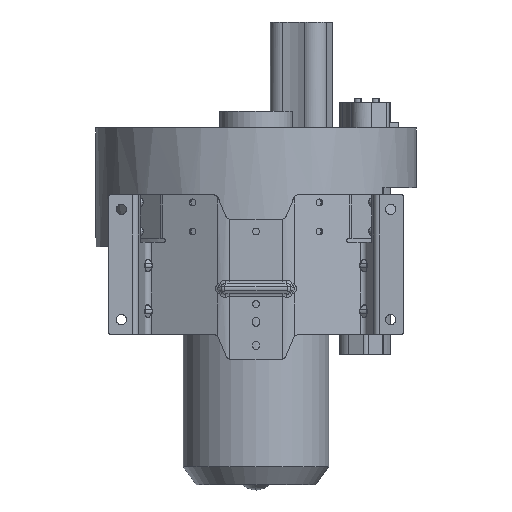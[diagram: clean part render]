
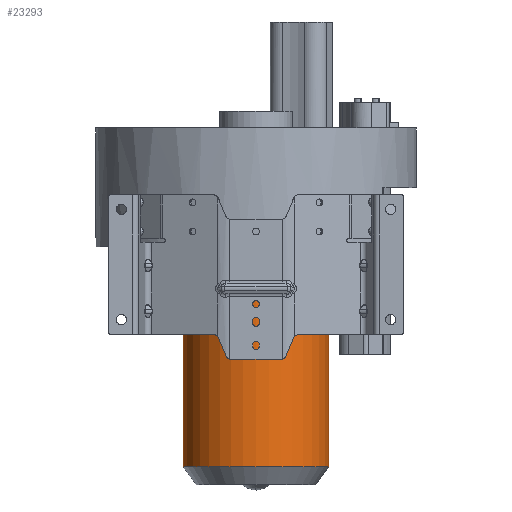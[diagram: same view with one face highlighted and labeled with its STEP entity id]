
A CAD part, front view. The second image highlights one B-rep face of the part: STEP entity #23293.
In plain terms, the highlighted cylindrical face has radius 100.5 mm (diameter 201 mm), a partial arc.
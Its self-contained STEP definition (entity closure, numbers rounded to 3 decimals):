
#624=CARTESIAN_POINT('',(0.,0.,-40.85));
#625=DIRECTION('',(0.,0.,-1.));
#626=DIRECTION('',(1.,0.,0.));
#627=AXIS2_PLACEMENT_3D('',#624,#625,#626);
#8425=DIRECTION('',(0.,0.,-1.));
#8426=VECTOR('',#8425,303.2);
#8427=CARTESIAN_POINT('',(-100.5,0.,-40.85));
#8428=LINE('',#8427,#8426);
#8495=CARTESIAN_POINT('',(0.,0.,-344.05));
#8496=DIRECTION('',(0.,0.,-1.));
#8497=DIRECTION('',(1.,0.,0.));
#8498=AXIS2_PLACEMENT_3D('',#8495,#8496,#8497);
#8500=DIRECTION('',(0.,0.,-1.));
#8501=VECTOR('',#8500,303.2);
#8502=CARTESIAN_POINT('',(100.5,0.,-40.85));
#8503=LINE('',#8502,#8501);
#10769=CARTESIAN_POINT('',(-100.5,0.,-40.85));
#10770=CARTESIAN_POINT('',(100.5,0.,-40.85));
#10771=VERTEX_POINT('',#10769);
#10772=VERTEX_POINT('',#10770);
#10777=CARTESIAN_POINT('',(100.5,0.,-344.05));
#10778=CARTESIAN_POINT('',(-100.5,0.,-344.05));
#10779=VERTEX_POINT('',#10777);
#10780=VERTEX_POINT('',#10778);
#23282=CARTESIAN_POINT('',(0.,0.,-40.85));
#23283=DIRECTION('',(0.,0.,-1.));
#23284=DIRECTION('',(-1.,0.,0.));
#23285=AXIS2_PLACEMENT_3D('',#23282,#23283,#23284);
#23286=CYLINDRICAL_SURFACE('',#23285,100.5);
#23287=ORIENTED_EDGE('',*,*,#23276,.T.);
#23288=ORIENTED_EDGE('',*,*,#23222,.F.);
#23289=ORIENTED_EDGE('',*,*,#11236,.F.);
#23290=ORIENTED_EDGE('',*,*,#23219,.T.);
#23291=EDGE_LOOP('',(#23287,#23288,#23289,#23290));
#23292=FACE_OUTER_BOUND('',#23291,.F.);
#23293=ADVANCED_FACE('',(#23292),#23286,.T.);
#628=CIRCLE('',#627,100.5);
#8499=CIRCLE('',#8498,100.5);
#11236=EDGE_CURVE('',#10772,#10771,#628,.T.);
#23219=EDGE_CURVE('',#10772,#10779,#8503,.T.);
#23222=EDGE_CURVE('',#10771,#10780,#8428,.T.);
#23276=EDGE_CURVE('',#10779,#10780,#8499,.T.);
